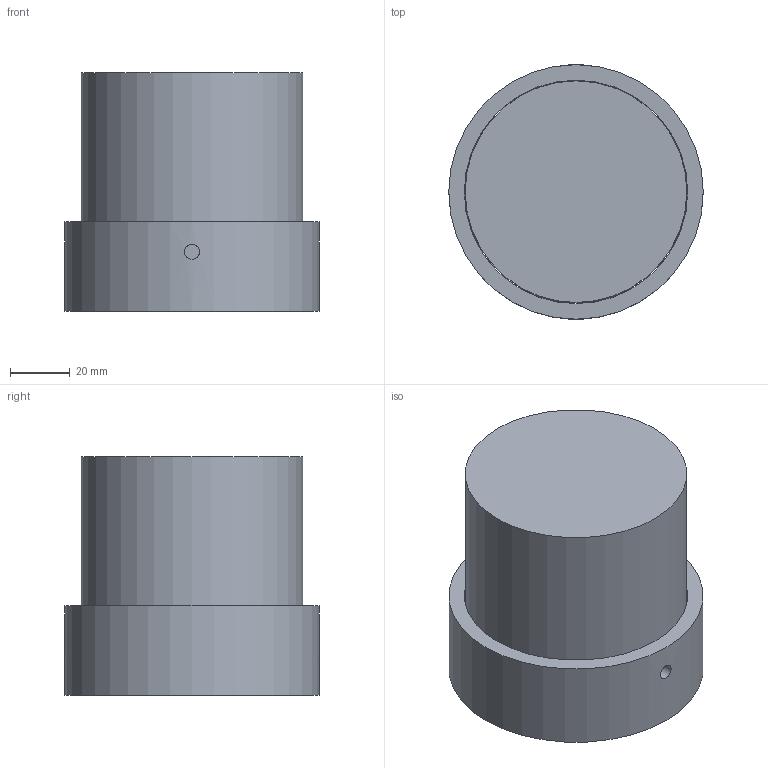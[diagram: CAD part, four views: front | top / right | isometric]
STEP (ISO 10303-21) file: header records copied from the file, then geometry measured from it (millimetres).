
FILE_DESCRIPTION(/* description */ (''),/* implementation_level */ '2;1');
FILE_NAME(/* name */ 'beacon_v4.step',/* time_stamp */ '2023-05-19T17:30:08+02:00',/* author */ (''),/* organization */ (''),/* preprocessor_version */ 'ST-DEVELOPER v19.2',/* originating_system */ 'Autodesk Translation Framework v12.4.0.73',/* authorisation */ '');
FILE_SCHEMA (('AUTOMOTIVE_DESIGN { 1 0 10303 214 3 1 1 }'));
Length unit declared in the file: millimetre
Products named in the file (3): beacon; Support; Balise
Assembly tree (2 placements, depth 2):
  beacon
    Support
    Balise
Bounding box: 85.2 x 85.2 x 80 mm (x, y, z)
Volume: 135682.6 mm3; surface area: 60676.3 mm2
Topology: 2 solids, 2 shells, 13 faces, 22 edges, 16 vertices
Faces by surface type: plane 7, cylinder 6
Full cylindrical faces by diameter (mm): 5 x2, 64.2 x1, 74.2 x1, 74.8 x1, 85.2 x1
Entity records: 466 total; most frequent: CARTESIAN_POINT 127, DIRECTION 62, ORIENTED_EDGE 44, AXIS2_PLACEMENT_3D 28, EDGE_CURVE 22, EDGE_LOOP 18, VERTEX_POINT 16, FACE_OUTER_BOUND 13
